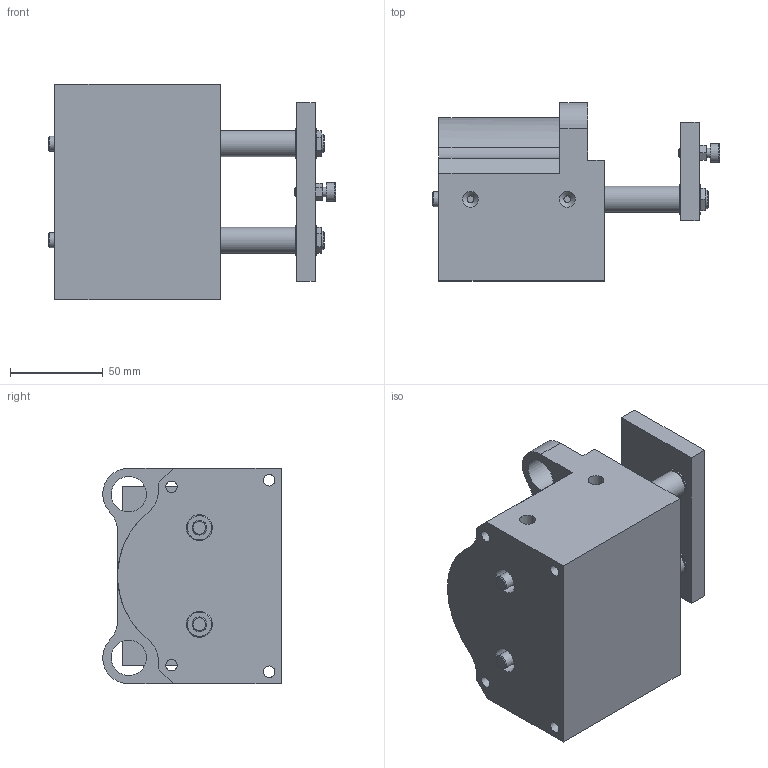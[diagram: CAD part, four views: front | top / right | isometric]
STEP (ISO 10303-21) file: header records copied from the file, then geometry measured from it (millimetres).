
FILE_DESCRIPTION((''),'2;1');
FILE_NAME('MSR-Z6.stp','2012-11-23T09:39:29',('hartung_david'),(''),'Autodesk Inventor 2012','Autodesk Inventor 2012','');
FILE_SCHEMA(('AUTOMOTIVE_DESIGN { 1 0 10303 214 1 1 1 1 }'));
Products named in the file (3): MSR-Z6; 1; 2
Assembly tree (2 placements, depth 2):
  MSR-Z6
    1
    2
Bounding box: 154.5 x 95.96 x 116 mm (x, y, z)
Volume: 838086.3 mm3; surface area: 95962.5 mm2
Topology: 2 solids, 2 shells, 173 faces, 384 edges, 240 vertices
Faces by surface type: plane 81, cone 49, cylinder 42, torus 1
Full cylindrical faces by diameter (mm): 2.459 x4, 3.6 x2, 4.134 x2, 5 x2, 6.2 x4, 7.95 x2, 8.566 x2, 10 x3, 10.5 x4, 14 x4, 16 x4, 18.917 x2
Entity records: 4507 total; most frequent: CARTESIAN_POINT 879, DIRECTION 739, ORIENTED_EDGE 652, EDGE_CURVE 326, AXIS2_PLACEMENT_3D 307, EDGE_LOOP 267, VERTEX_POINT 231, FACE_OUTER_BOUND 173
